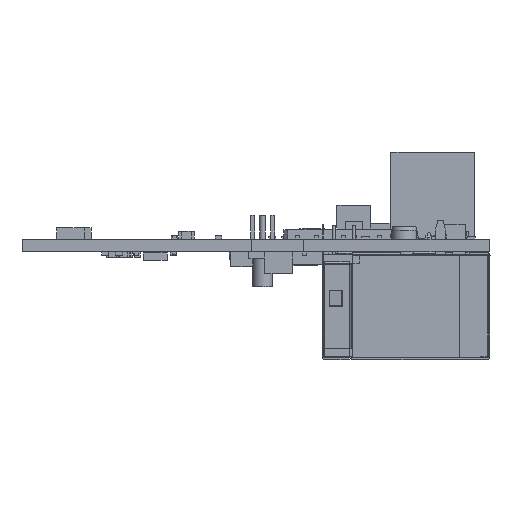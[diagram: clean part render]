
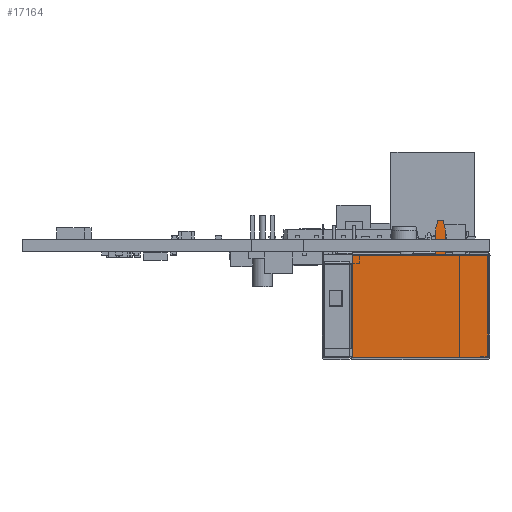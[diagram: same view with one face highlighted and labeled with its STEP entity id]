
A CAD part, left-side view. The second image highlights one B-rep face of the part: STEP entity #17164.
In plain terms, the highlighted planar face has unit normal (-1, 0, 0).
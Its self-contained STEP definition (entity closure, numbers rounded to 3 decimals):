
#15506 = VERTEX_POINT('',#15507);
#15507 = CARTESIAN_POINT('',(-15.56,0.635,6.45));
#15513 = EDGE_CURVE('',#15514,#15506,#15516,.T.);
#15514 = VERTEX_POINT('',#15515);
#15515 = CARTESIAN_POINT('',(-15.56,-3.58,6.45));
#15516 = LINE('',#15517,#15518);
#15517 = CARTESIAN_POINT('',(-15.56,6.735,6.45));
#15518 = VECTOR('',#15519,1.);
#15519 = DIRECTION('',(0.,1.,0.));
#15586 = VERTEX_POINT('',#15587);
#15587 = CARTESIAN_POINT('',(-15.56,-5.13,6.45));
#15593 = EDGE_CURVE('',#15594,#15586,#15596,.T.);
#15594 = VERTEX_POINT('',#15595);
#15595 = CARTESIAN_POINT('',(-15.56,-10.335,6.45));
#15596 = LINE('',#15597,#15598);
#15597 = CARTESIAN_POINT('',(-15.56,6.735,6.45));
#15598 = VECTOR('',#15599,1.);
#15599 = DIRECTION('',(0.,1.,0.));
#16618 = VERTEX_POINT('',#16619);
#16619 = CARTESIAN_POINT('',(-15.56,6.735,-5.35));
#16626 = EDGE_CURVE('',#16618,#16627,#16629,.T.);
#16627 = VERTEX_POINT('',#16628);
#16628 = CARTESIAN_POINT('',(-15.56,6.735,5.35));
#16629 = LINE('',#16630,#16631);
#16630 = CARTESIAN_POINT('',(-15.56,6.735,-6.45));
#16631 = VECTOR('',#16632,1.);
#16632 = DIRECTION('',(0.,0.,1.));
#16649 = EDGE_CURVE('',#16650,#16652,#16654,.T.);
#16650 = VERTEX_POINT('',#16651);
#16651 = CARTESIAN_POINT('',(-15.56,-10.335,-6.45));
#16652 = VERTEX_POINT('',#16653);
#16653 = CARTESIAN_POINT('',(-15.56,6.635,-6.45));
#16654 = LINE('',#16655,#16656);
#16655 = CARTESIAN_POINT('',(-15.56,6.735,-6.45));
#16656 = VECTOR('',#16657,1.);
#16657 = DIRECTION('',(0.,1.,0.));
#17152 = EDGE_CURVE('',#16650,#15594,#17153,.T.);
#17153 = LINE('',#17154,#17155);
#17154 = CARTESIAN_POINT('',(-15.56,-10.335,-6.45));
#17155 = VECTOR('',#17156,1.);
#17156 = DIRECTION('',(0.,0.,1.));
#17164 = ADVANCED_FACE('',(#17165),#17293,.F.);
#17165 = FACE_BOUND('',#17166,.T.);
#17166 = EDGE_LOOP('',(#17167,#17175,#17182,#17183,#17184,#17185,#17194,
    #17202,#17211,#17219,#17228,#17236,#17245,#17253,#17262,#17270,
    #17277,#17278,#17286,#17292));
#17167 = ORIENTED_EDGE('',*,*,#17168,.F.);
#17168 = EDGE_CURVE('',#17169,#16618,#17171,.T.);
#17169 = VERTEX_POINT('',#17170);
#17170 = CARTESIAN_POINT('',(-15.56,6.735,-6.35));
#17171 = LINE('',#17172,#17173);
#17172 = CARTESIAN_POINT('',(-15.56,6.735,-6.45));
#17173 = VECTOR('',#17174,1.);
#17174 = DIRECTION('',(0.,0.,1.));
#17175 = ORIENTED_EDGE('',*,*,#17176,.F.);
#17176 = EDGE_CURVE('',#16652,#17169,#17177,.T.);
#17177 = CIRCLE('',#17178,0.1);
#17178 = AXIS2_PLACEMENT_3D('',#17179,#17180,#17181);
#17179 = CARTESIAN_POINT('',(-15.56,6.635,-6.35));
#17180 = DIRECTION('',(1.,0.,0.));
#17181 = DIRECTION('',(0.,1.,0.));
#17182 = ORIENTED_EDGE('',*,*,#16649,.F.);
#17183 = ORIENTED_EDGE('',*,*,#17152,.T.);
#17184 = ORIENTED_EDGE('',*,*,#15593,.T.);
#17185 = ORIENTED_EDGE('',*,*,#17186,.T.);
#17186 = EDGE_CURVE('',#15586,#17187,#17189,.T.);
#17187 = VERTEX_POINT('',#17188);
#17188 = CARTESIAN_POINT('',(-15.56,-5.03,6.55));
#17189 = CIRCLE('',#17190,0.1);
#17190 = AXIS2_PLACEMENT_3D('',#17191,#17192,#17193);
#17191 = CARTESIAN_POINT('',(-15.56,-5.13,6.55));
#17192 = DIRECTION('',(1.,0.,0.));
#17193 = DIRECTION('',(0.,1.,0.));
#17194 = ORIENTED_EDGE('',*,*,#17195,.F.);
#17195 = EDGE_CURVE('',#17196,#17187,#17198,.T.);
#17196 = VERTEX_POINT('',#17197);
#17197 = CARTESIAN_POINT('',(-15.56,-5.03,9.488));
#17198 = LINE('',#17199,#17200);
#17199 = CARTESIAN_POINT('',(-15.56,-5.03,9.5));
#17200 = VECTOR('',#17201,1.);
#17201 = DIRECTION('',(0.,0.,-1.));
#17202 = ORIENTED_EDGE('',*,*,#17203,.F.);
#17203 = EDGE_CURVE('',#17204,#17196,#17206,.T.);
#17204 = VERTEX_POINT('',#17205);
#17205 = CARTESIAN_POINT('',(-15.56,-5.027,9.512));
#17206 = CIRCLE('',#17207,0.1);
#17207 = AXIS2_PLACEMENT_3D('',#17208,#17209,#17210);
#17208 = CARTESIAN_POINT('',(-15.56,-4.93,9.488));
#17209 = DIRECTION('',(1.,0.,0.));
#17210 = DIRECTION('',(0.,1.,0.));
#17211 = ORIENTED_EDGE('',*,*,#17212,.F.);
#17212 = EDGE_CURVE('',#17213,#17204,#17215,.T.);
#17213 = VERTEX_POINT('',#17214);
#17214 = CARTESIAN_POINT('',(-15.56,-4.711,10.774));
#17215 = LINE('',#17216,#17217);
#17216 = CARTESIAN_POINT('',(-15.56,-4.693,10.85));
#17217 = VECTOR('',#17218,1.);
#17218 = DIRECTION('',(0.,-0.243,
    -0.97));
#17219 = ORIENTED_EDGE('',*,*,#17220,.F.);
#17220 = EDGE_CURVE('',#17221,#17213,#17223,.T.);
#17221 = VERTEX_POINT('',#17222);
#17222 = CARTESIAN_POINT('',(-15.56,-4.614,10.85));
#17223 = CIRCLE('',#17224,0.1);
#17224 = AXIS2_PLACEMENT_3D('',#17225,#17226,#17227);
#17225 = CARTESIAN_POINT('',(-15.56,-4.614,10.75));
#17226 = DIRECTION('',(1.,0.,0.));
#17227 = DIRECTION('',(0.,1.,0.));
#17228 = ORIENTED_EDGE('',*,*,#17229,.F.);
#17229 = EDGE_CURVE('',#17230,#17221,#17232,.T.);
#17230 = VERTEX_POINT('',#17231);
#17231 = CARTESIAN_POINT('',(-15.56,-4.096,10.85));
#17232 = LINE('',#17233,#17234);
#17233 = CARTESIAN_POINT('',(-15.56,-4.018,10.85));
#17234 = VECTOR('',#17235,1.);
#17235 = DIRECTION('',(0.,-1.,0.));
#17236 = ORIENTED_EDGE('',*,*,#17237,.F.);
#17237 = EDGE_CURVE('',#17238,#17230,#17240,.T.);
#17238 = VERTEX_POINT('',#17239);
#17239 = CARTESIAN_POINT('',(-15.56,-3.999,10.774));
#17240 = CIRCLE('',#17241,0.1);
#17241 = AXIS2_PLACEMENT_3D('',#17242,#17243,#17244);
#17242 = CARTESIAN_POINT('',(-15.56,-4.096,10.75));
#17243 = DIRECTION('',(1.,0.,0.));
#17244 = DIRECTION('',(0.,1.,0.));
#17245 = ORIENTED_EDGE('',*,*,#17246,.F.);
#17246 = EDGE_CURVE('',#17247,#17238,#17249,.T.);
#17247 = VERTEX_POINT('',#17248);
#17248 = CARTESIAN_POINT('',(-15.56,-3.683,9.512));
#17249 = LINE('',#17250,#17251);
#17250 = CARTESIAN_POINT('',(-15.56,-3.68,9.5));
#17251 = VECTOR('',#17252,1.);
#17252 = DIRECTION('',(0.,-0.243,
    0.97));
#17253 = ORIENTED_EDGE('',*,*,#17254,.F.);
#17254 = EDGE_CURVE('',#17255,#17247,#17257,.T.);
#17255 = VERTEX_POINT('',#17256);
#17256 = CARTESIAN_POINT('',(-15.56,-3.68,9.488));
#17257 = CIRCLE('',#17258,0.1);
#17258 = AXIS2_PLACEMENT_3D('',#17259,#17260,#17261);
#17259 = CARTESIAN_POINT('',(-15.56,-3.78,9.488));
#17260 = DIRECTION('',(1.,0.,0.));
#17261 = DIRECTION('',(0.,1.,0.));
#17262 = ORIENTED_EDGE('',*,*,#17263,.F.);
#17263 = EDGE_CURVE('',#17264,#17255,#17266,.T.);
#17264 = VERTEX_POINT('',#17265);
#17265 = CARTESIAN_POINT('',(-15.56,-3.68,6.55));
#17266 = LINE('',#17267,#17268);
#17267 = CARTESIAN_POINT('',(-15.56,-3.68,6.45));
#17268 = VECTOR('',#17269,1.);
#17269 = DIRECTION('',(0.,0.,1.));
#17270 = ORIENTED_EDGE('',*,*,#17271,.T.);
#17271 = EDGE_CURVE('',#17264,#15514,#17272,.T.);
#17272 = CIRCLE('',#17273,0.1);
#17273 = AXIS2_PLACEMENT_3D('',#17274,#17275,#17276);
#17274 = CARTESIAN_POINT('',(-15.56,-3.58,6.55));
#17275 = DIRECTION('',(1.,0.,0.));
#17276 = DIRECTION('',(0.,1.,0.));
#17277 = ORIENTED_EDGE('',*,*,#15513,.T.);
#17278 = ORIENTED_EDGE('',*,*,#17279,.T.);
#17279 = EDGE_CURVE('',#15506,#17280,#17282,.T.);
#17280 = VERTEX_POINT('',#17281);
#17281 = CARTESIAN_POINT('',(-15.56,6.735,6.45));
#17282 = LINE('',#17283,#17284);
#17283 = CARTESIAN_POINT('',(-15.56,0.735,6.45));
#17284 = VECTOR('',#17285,1.);
#17285 = DIRECTION('',(0.,1.,0.));
#17286 = ORIENTED_EDGE('',*,*,#17287,.F.);
#17287 = EDGE_CURVE('',#16627,#17280,#17288,.T.);
#17288 = LINE('',#17289,#17290);
#17289 = CARTESIAN_POINT('',(-15.56,6.735,-6.45));
#17290 = VECTOR('',#17291,1.);
#17291 = DIRECTION('',(0.,0.,1.));
#17292 = ORIENTED_EDGE('',*,*,#16626,.F.);
#17293 = PLANE('',#17294);
#17294 = AXIS2_PLACEMENT_3D('',#17295,#17296,#17297);
#17295 = CARTESIAN_POINT('',(-15.56,6.735,-6.45));
#17296 = DIRECTION('',(1.,0.,0.));
#17297 = DIRECTION('',(0.,1.,0.));
